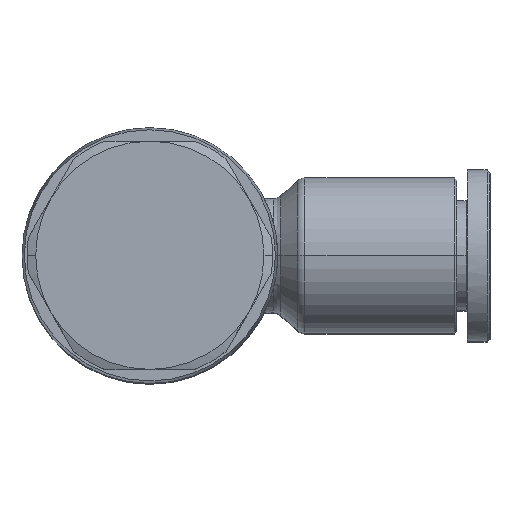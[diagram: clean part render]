
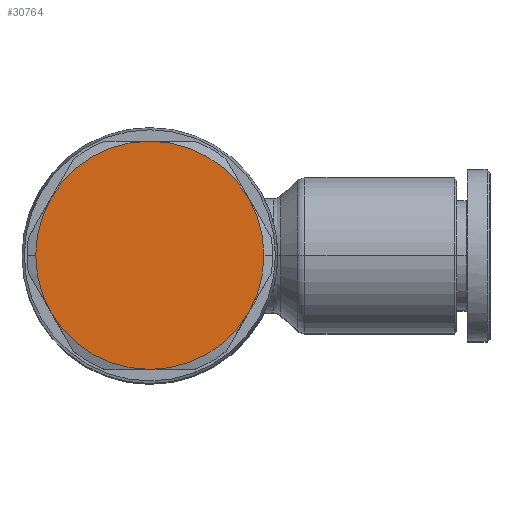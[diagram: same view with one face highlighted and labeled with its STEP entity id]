
A CAD part, top view. The second image highlights one B-rep face of the part: STEP entity #30764.
In plain terms, the highlighted planar face has unit normal (0, 0, 1).
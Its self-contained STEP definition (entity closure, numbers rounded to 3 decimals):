
#1730=CARTESIAN_POINT('',(16.2,0.,14.5));
#1731=VERTEX_POINT('',#1730);
#1740=CARTESIAN_POINT('',(14.86,-5.,14.5));
#1741=VERTEX_POINT('',#1740);
#1742=CARTESIAN_POINT('',(6.2,0.,14.5));
#1743=DIRECTION('',(0.0,0.0,1.0));
#1744=DIRECTION('',(-1.0,0.0,0.0));
#1745=AXIS2_PLACEMENT_3D('',#1742,#1743,#1744);
#1746=CIRCLE('',#1745,10.);
#1747=EDGE_CURVE('',#1741,#1731,#1746,.T.);
#1781=CARTESIAN_POINT('',(-3.8,0.,14.5));
#1782=VERTEX_POINT('',#1781);
#1798=CARTESIAN_POINT('',(-2.46,-5.,14.5));
#1799=VERTEX_POINT('',#1798);
#1813=CARTESIAN_POINT('',(6.2,0.,14.5));
#1814=DIRECTION('',(0.0,0.0,1.0));
#1815=DIRECTION('',(-1.0,0.0,0.0));
#1816=AXIS2_PLACEMENT_3D('',#1813,#1814,#1815);
#1817=CIRCLE('',#1816,10.);
#1818=EDGE_CURVE('',#1782,#1799,#1817,.T.);
#30327=CARTESIAN_POINT('',(14.86,5.,14.5));
#30328=VERTEX_POINT('',#30327);
#30401=CARTESIAN_POINT('',(6.2,-10.,14.5));
#30402=VERTEX_POINT('',#30401);
#30445=CARTESIAN_POINT('',(-2.46,5.,14.5));
#30446=VERTEX_POINT('',#30445);
#30447=CARTESIAN_POINT('',(6.2,0.,14.5));
#30448=DIRECTION('',(0.0,0.0,1.0));
#30449=DIRECTION('',(-1.0,0.0,0.0));
#30450=AXIS2_PLACEMENT_3D('',#30447,#30448,#30449);
#30451=CIRCLE('',#30450,10.);
#30452=EDGE_CURVE('',#30446,#1782,#30451,.T.);
#30520=CARTESIAN_POINT('',(6.2,10.,14.5));
#30521=VERTEX_POINT('',#30520);
#30522=CARTESIAN_POINT('',(6.2,0.,14.5));
#30523=DIRECTION('',(0.0,0.0,1.0));
#30524=DIRECTION('',(-1.0,0.0,0.0));
#30525=AXIS2_PLACEMENT_3D('',#30522,#30523,#30524);
#30526=CIRCLE('',#30525,10.);
#30527=EDGE_CURVE('',#30521,#30446,#30526,.T.);
#30564=CARTESIAN_POINT('',(6.2,0.,14.5));
#30565=DIRECTION('',(0.0,0.0,1.0));
#30566=DIRECTION('',(-1.0,0.0,0.0));
#30567=AXIS2_PLACEMENT_3D('',#30564,#30565,#30566);
#30568=CIRCLE('',#30567,10.);
#30569=EDGE_CURVE('',#30328,#30521,#30568,.T.);
#30583=CARTESIAN_POINT('',(6.2,0.,14.5));
#30584=DIRECTION('',(0.0,0.0,1.0));
#30585=DIRECTION('',(-1.0,0.0,0.0));
#30586=AXIS2_PLACEMENT_3D('',#30583,#30584,#30585);
#30587=CIRCLE('',#30586,10.);
#30588=EDGE_CURVE('',#1731,#30328,#30587,.T.);
#30600=CARTESIAN_POINT('',(6.2,0.,14.5));
#30601=DIRECTION('',(0.0,0.0,1.0));
#30602=DIRECTION('',(-1.0,0.0,0.0));
#30603=AXIS2_PLACEMENT_3D('',#30600,#30601,#30602);
#30604=CIRCLE('',#30603,10.);
#30605=EDGE_CURVE('',#30402,#1741,#30604,.T.);
#30618=CARTESIAN_POINT('',(6.2,0.,14.5));
#30619=DIRECTION('',(0.0,0.0,1.0));
#30620=DIRECTION('',(-1.0,0.0,0.0));
#30621=AXIS2_PLACEMENT_3D('',#30618,#30619,#30620);
#30622=CIRCLE('',#30621,10.);
#30623=EDGE_CURVE('',#1799,#30402,#30622,.T.);
#30749=CARTESIAN_POINT('',(1.65,0.,14.5));
#30750=DIRECTION('',(0.0,0.0,1.0));
#30751=DIRECTION('',(-1.0,0.0,0.0));
#30752=AXIS2_PLACEMENT_3D('',#30749,#30750,#30751);
#30753=PLANE('',#30752);
#30754=ORIENTED_EDGE('',*,*,#30623,.T.);
#30755=ORIENTED_EDGE('',*,*,#30605,.T.);
#30756=ORIENTED_EDGE('',*,*,#1747,.T.);
#30757=ORIENTED_EDGE('',*,*,#30588,.T.);
#30758=ORIENTED_EDGE('',*,*,#30569,.T.);
#30759=ORIENTED_EDGE('',*,*,#30527,.T.);
#30760=ORIENTED_EDGE('',*,*,#30452,.T.);
#30761=ORIENTED_EDGE('',*,*,#1818,.T.);
#30762=EDGE_LOOP('',(#30754,#30755,#30756,#30757,#30758,#30759,#30760,#30761));
#30763=FACE_OUTER_BOUND('',#30762,.T.);
#30764=ADVANCED_FACE('',(#30763),#30753,.T.);
